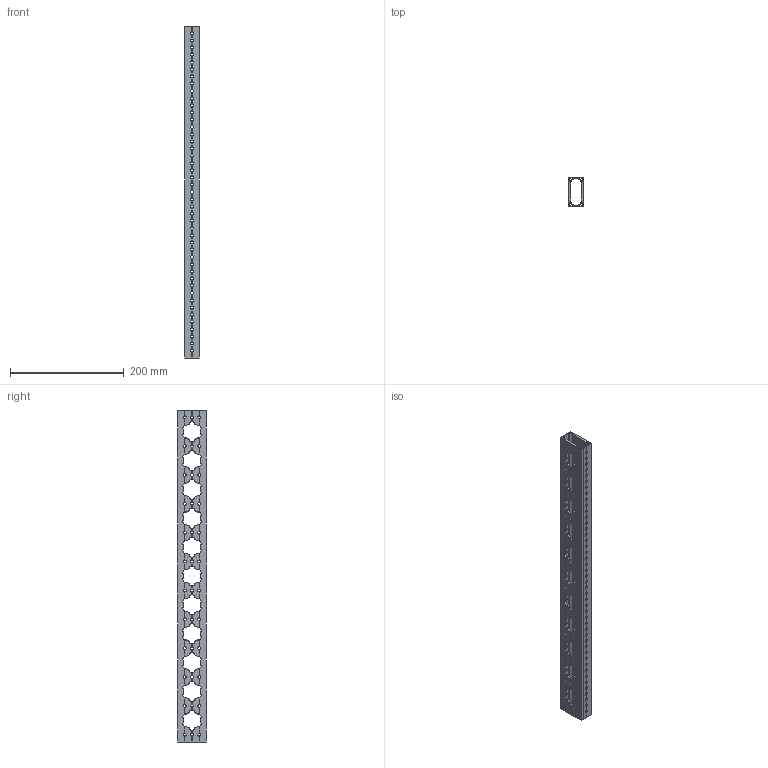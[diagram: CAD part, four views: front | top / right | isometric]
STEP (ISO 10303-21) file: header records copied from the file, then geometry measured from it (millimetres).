
FILE_DESCRIPTION (( 'STEP AP203' ), '1' );
FILE_NAME ('REV-21-2173.STEP', '2022-04-27T19:45:29', ( '' ), ( '' ), 'SwSTEP 2.0', 'SolidWorks 2022', '' );
FILE_SCHEMA (( 'CONFIG_CONTROL_DESIGN' ));
Length unit declared in the file: inch
Products named in the file (1): REV-21-2173
Bounding box: 25.4 x 50.8 x 584.2 mm (x, y, z)
Volume: 139379 mm3; surface area: 181471 mm2
Topology: 1 solids, 1 shells, 2128 faces, 6700 edges, 4296 vertices
Faces by surface type: cylinder 1244, plane 884
Entity records: 75511 total; most frequent: CARTESIAN_POINT 17517, ORIENTED_EDGE 13400, DIRECTION 12202, EDGE_CURVE 6700, AXIS2_PLACEMENT_3D 4837, VERTEX_POINT 4296, CIRCLE 2708, LINE 2528
